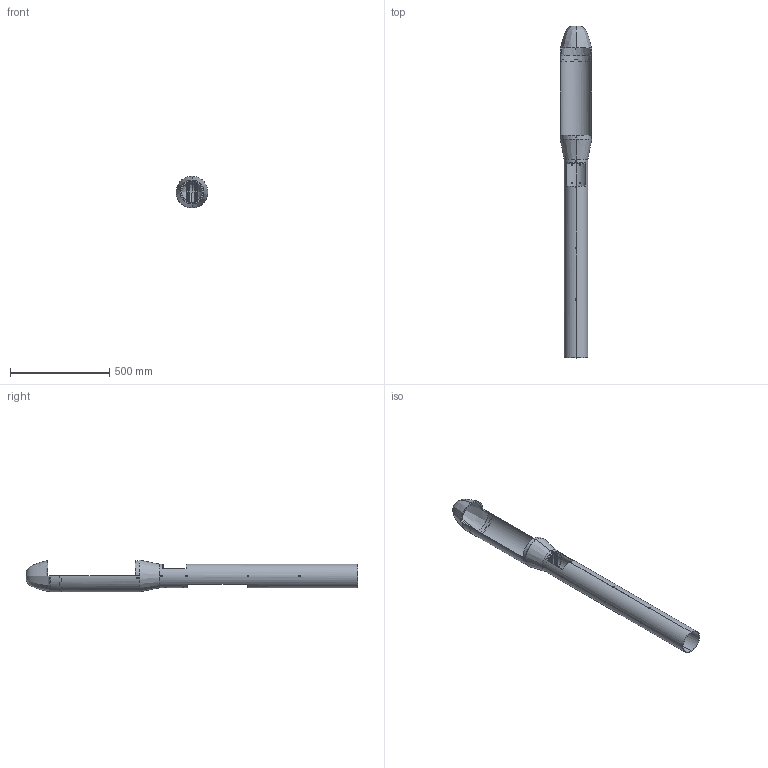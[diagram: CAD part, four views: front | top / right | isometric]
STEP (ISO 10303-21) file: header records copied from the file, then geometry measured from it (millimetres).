
FILE_DESCRIPTION (( 'STEP AP214' ), '1' );
FILE_NAME ('Simulation.STEP', '2024-12-26T21:33:09', ( '' ), ( '' ), 'SwSTEP 2.0', 'SolidWorks 2024', '' );
FILE_SCHEMA (( 'AUTOMOTIVE_DESIGN' ));
Length unit declared in the file: metre
Products named in the file (5): Nose Cone; BodyTube; Tansition Cone; Payload Body; Simulation
Assembly tree (4 placements, depth 2):
  Simulation
    BodyTube
    Tansition Cone
    Payload Body
    Nose Cone
Bounding box: 160 x 1670 x 160 mm (x, y, z)
Volume: 2018899 mm3; surface area: 1120768.5 mm2
Topology: 4 solids, 4 shells, 217 faces, 667 edges, 426 vertices
Faces by surface type: plane 84, cylinder 78, cone 50, bspline 4, torus 1
Entity records: 24232 total; most frequent: CARTESIAN_POINT 18405, ORIENTED_EDGE 1326, DIRECTION 1043, EDGE_CURVE 663, VERTEX_POINT 426, AXIS2_PLACEMENT_3D 391, EDGE_LOOP 263, LINE 261
